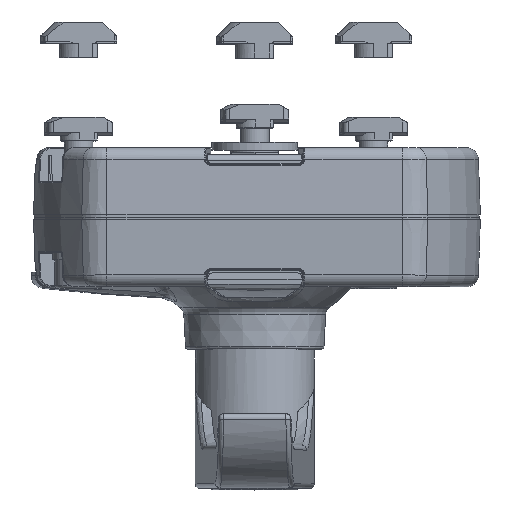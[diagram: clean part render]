
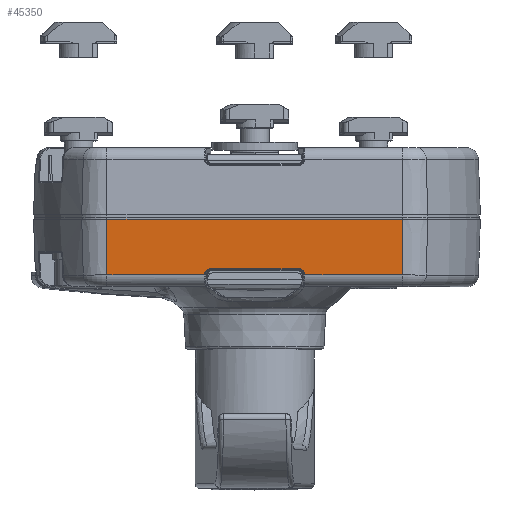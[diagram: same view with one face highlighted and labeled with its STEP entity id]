
A CAD part, top view. The second image highlights one B-rep face of the part: STEP entity #45350.
In plain terms, the highlighted planar face has unit normal (0, -0.035, 0.999).
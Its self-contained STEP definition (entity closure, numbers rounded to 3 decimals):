
#1330 = VECTOR ( 'NONE', #65091, 1000. ) ;
#2194 = CARTESIAN_POINT ( 'NONE',  ( -31.052, -2.5, 32.913 ) ) ;
#2886 = CARTESIAN_POINT ( 'NONE',  ( 10.543, -14.188, 32.505 ) ) ;
#3301 = CARTESIAN_POINT ( 'NONE',  ( -31.052, -2.5, 32.913 ) ) ;
#4654 = LINE ( 'NONE', #2194, #58062 ) ;
#5741 = AXIS2_PLACEMENT_3D ( 'NONE', #45790, #72698, #19051 ) ;
#7568 = CARTESIAN_POINT ( 'NONE',  ( -10.546, -13.404, 32.532 ) ) ;
#8947 = VERTEX_POINT ( 'NONE', #91806 ) ;
#10026 = DIRECTION ( 'NONE',  ( -0.003, 0.999, 0.035 ) ) ;
#11880 = CARTESIAN_POINT ( 'NONE',  ( 10.048, -12.907, 32.549 ) ) ;
#15609 = EDGE_CURVE ( 'NONE', #17467, #84051, #88904, .T. ) ;
#16358 =( BOUNDED_CURVE ( )  B_SPLINE_CURVE ( 3, ( #25671, #7568, #106090, #52771 ),
 .UNSPECIFIED., .F., .F. ) 
 B_SPLINE_CURVE_WITH_KNOTS ( ( 4, 4 ),
 ( 2.792, 4.363 ),
 .UNSPECIFIED. ) 
 CURVE ( )  GEOMETRIC_REPRESENTATION_ITEM ( )  RATIONAL_B_SPLINE_CURVE ( ( 1., 0.805, 0.805, 1. ) ) 
 REPRESENTATION_ITEM ( '' )  );
#16429 = CARTESIAN_POINT ( 'NONE',  ( -10.543, -14.187, 32.505 ) ) ;
#17467 = VERTEX_POINT ( 'NONE', #51675 ) ;
#18216 = DIRECTION ( 'NONE',  ( 1., 0., 0. ) ) ;
#19051 = DIRECTION ( 'NONE',  ( 0., -0.999, -0.035 ) ) ;
#20014 = VERTEX_POINT ( 'NONE', #110497 ) ;
#20972 = CARTESIAN_POINT ( 'NONE',  ( 9.342, -12.907, 32.549 ) ) ;
#22108 =( BOUNDED_CURVE ( )  B_SPLINE_CURVE ( 3, ( #20972, #11880, #65603, #30035 ),
 .UNSPECIFIED., .F., .F. ) 
 B_SPLINE_CURVE_WITH_KNOTS ( ( 4, 4 ),
 ( 1.92, 3.491 ),
 .UNSPECIFIED. ) 
 CURVE ( )  GEOMETRIC_REPRESENTATION_ITEM ( )  RATIONAL_B_SPLINE_CURVE ( ( 1., 0.805, 0.805, 1. ) ) 
 REPRESENTATION_ITEM ( '' )  );
#22403 = ORIENTED_EDGE ( 'NONE', *, *, #87296, .T. ) ;
#22446 = LINE ( 'NONE', #65464, #1330 ) ;
#22701 = CARTESIAN_POINT ( 'NONE',  ( -10.543, -14.107, 32.507 ) ) ;
#25350 = ORIENTED_EDGE ( 'NONE', *, *, #114562, .T. ) ;
#25671 = CARTESIAN_POINT ( 'NONE',  ( -10.543, -14.107, 32.507 ) ) ;
#27600 = DIRECTION ( 'NONE',  ( 1., 0., 0. ) ) ;
#30035 = CARTESIAN_POINT ( 'NONE',  ( 10.543, -14.107, 32.507 ) ) ;
#30973 = CARTESIAN_POINT ( 'NONE',  ( -31.052, 0., 33. ) ) ;
#31936 = EDGE_CURVE ( 'NONE', #71744, #101374, #22446, .T. ) ;
#32570 = VECTOR ( 'NONE', #10026, 1000. ) ;
#33568 = EDGE_CURVE ( 'NONE', #75521, #70387, #22108, .T. ) ;
#35406 = LINE ( 'NONE', #90699, #32570 ) ;
#35828 = LINE ( 'NONE', #102929, #56818 ) ;
#36402 = PLANE ( 'NONE',  #5741 ) ;
#36662 = VECTOR ( 'NONE', #110404, 1000. ) ;
#39601 = EDGE_CURVE ( 'NONE', #83421, #8947, #16358, .T. ) ;
#41454 = VECTOR ( 'NONE', #57596, 1000. ) ;
#41579 = CARTESIAN_POINT ( 'NONE',  ( 31.052, -14.187, 32.505 ) ) ;
#45350 = ADVANCED_FACE ( 'NONE', ( #81402 ), #36402, .T. ) ;
#45790 = CARTESIAN_POINT ( 'NONE',  ( -31.052, 0., 33. ) ) ;
#46650 = ORIENTED_EDGE ( 'NONE', *, *, #113222, .T. ) ;
#51675 = CARTESIAN_POINT ( 'NONE',  ( -31.052, -14.187, 32.505 ) ) ;
#52449 = VECTOR ( 'NONE', #18216, 1000. ) ;
#52771 = CARTESIAN_POINT ( 'NONE',  ( -9.342, -12.907, 32.549 ) ) ;
#53642 = ORIENTED_EDGE ( 'NONE', *, *, #31936, .T. ) ;
#54742 = CARTESIAN_POINT ( 'NONE',  ( 10.543, -14.107, 32.507 ) ) ;
#55679 = EDGE_LOOP ( 'NONE', ( #22403, #25350, #89737, #89853, #82927, #64884, #78914, #53642, #46650, #91445 ) ) ;
#56818 = VECTOR ( 'NONE', #76062, 1000. ) ;
#57596 = DIRECTION ( 'NONE',  ( 0., 0.999, 0.035 ) ) ;
#58062 = VECTOR ( 'NONE', #82902, 1000. ) ;
#61000 = EDGE_CURVE ( 'NONE', #8947, #75521, #66578, .T. ) ;
#64884 = ORIENTED_EDGE ( 'NONE', *, *, #102737, .T. ) ;
#65091 = DIRECTION ( 'NONE',  ( 0., 0.999, 0.035 ) ) ;
#65464 = CARTESIAN_POINT ( 'NONE',  ( 31.052, 0., 33. ) ) ;
#65603 = CARTESIAN_POINT ( 'NONE',  ( 10.546, -13.404, 32.532 ) ) ;
#66578 = LINE ( 'NONE', #81165, #113987 ) ;
#68236 = VERTEX_POINT ( 'NONE', #16429 ) ;
#68858 = EDGE_CURVE ( 'NONE', #20014, #71744, #99796, .T. ) ;
#70387 = VERTEX_POINT ( 'NONE', #54742 ) ;
#71744 = VERTEX_POINT ( 'NONE', #41579 ) ;
#71904 = CARTESIAN_POINT ( 'NONE',  ( 31.052, -14.187, 32.505 ) ) ;
#72698 = DIRECTION ( 'NONE',  ( 0., -0.035, 0.999 ) ) ;
#75521 = VERTEX_POINT ( 'NONE', #114841 ) ;
#76062 = DIRECTION ( 'NONE',  ( 1., 0., 0. ) ) ;
#78914 = ORIENTED_EDGE ( 'NONE', *, *, #68858, .T. ) ;
#81165 = CARTESIAN_POINT ( 'NONE',  ( 9.36, -12.907, 32.549 ) ) ;
#81402 = FACE_OUTER_BOUND ( 'NONE', #55679, .T. ) ;
#82902 = DIRECTION ( 'NONE',  ( -1., 0., 0. ) ) ;
#82927 = ORIENTED_EDGE ( 'NONE', *, *, #33568, .T. ) ;
#83421 = VERTEX_POINT ( 'NONE', #22701 ) ;
#84051 = VERTEX_POINT ( 'NONE', #3301 ) ;
#87296 = EDGE_CURVE ( 'NONE', #17467, #68236, #35828, .T. ) ;
#88904 = LINE ( 'NONE', #30973, #41454 ) ;
#89737 = ORIENTED_EDGE ( 'NONE', *, *, #39601, .T. ) ;
#89853 = ORIENTED_EDGE ( 'NONE', *, *, #61000, .T. ) ;
#90699 = CARTESIAN_POINT ( 'NONE',  ( -10.543, -14.101, 32.508 ) ) ;
#91445 = ORIENTED_EDGE ( 'NONE', *, *, #15609, .F. ) ;
#91806 = CARTESIAN_POINT ( 'NONE',  ( -9.342, -12.907, 32.549 ) ) ;
#95389 = CARTESIAN_POINT ( 'NONE',  ( 31.052, -2.5, 32.913 ) ) ;
#99796 = LINE ( 'NONE', #71904, #52449 ) ;
#101374 = VERTEX_POINT ( 'NONE', #95389 ) ;
#102737 = EDGE_CURVE ( 'NONE', #70387, #20014, #107798, .T. ) ;
#102929 = CARTESIAN_POINT ( 'NONE',  ( -10.353, -14.187, 32.505 ) ) ;
#106090 = CARTESIAN_POINT ( 'NONE',  ( -10.048, -12.907, 32.549 ) ) ;
#107798 = LINE ( 'NONE', #2886, #36662 ) ;
#110404 = DIRECTION ( 'NONE',  ( -0.003, -0.999, -0.035 ) ) ;
#110497 = CARTESIAN_POINT ( 'NONE',  ( 10.543, -14.187, 32.505 ) ) ;
#113222 = EDGE_CURVE ( 'NONE', #101374, #84051, #4654, .T. ) ;
#113987 = VECTOR ( 'NONE', #27600, 1000. ) ;
#114562 = EDGE_CURVE ( 'NONE', #68236, #83421, #35406, .T. ) ;
#114841 = CARTESIAN_POINT ( 'NONE',  ( 9.342, -12.907, 32.549 ) ) ;
